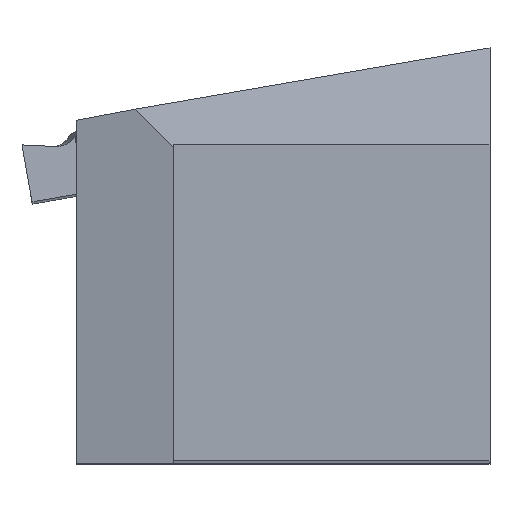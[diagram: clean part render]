
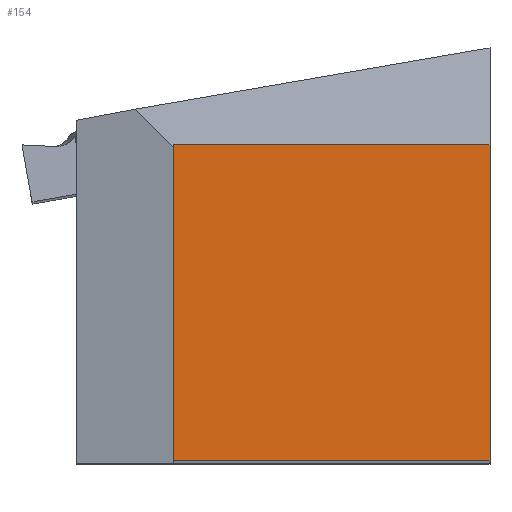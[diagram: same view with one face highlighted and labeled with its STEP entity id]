
A CAD part, top view. The second image highlights one B-rep face of the part: STEP entity #154.
In plain terms, the highlighted planar face has unit normal (0, 0, 1).
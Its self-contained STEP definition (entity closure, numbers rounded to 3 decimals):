
#154=ADVANCED_FACE('',(#239),#192,.T.);
#192=PLANE('',#974);
#239=FACE_OUTER_BOUND('',#290,.T.);
#290=EDGE_LOOP('',(#500,#501,#502,#503));
#500=ORIENTED_EDGE('',*,*,#703,.T.);
#501=ORIENTED_EDGE('',*,*,#704,.T.);
#502=ORIENTED_EDGE('',*,*,#705,.F.);
#503=ORIENTED_EDGE('',*,*,#706,.F.);
#593=VERTEX_POINT('',#1655);
#594=VERTEX_POINT('',#1656);
#595=VERTEX_POINT('',#1658);
#596=VERTEX_POINT('',#1660);
#703=EDGE_CURVE('',#593,#594,#789,.T.);
#704=EDGE_CURVE('',#594,#595,#790,.T.);
#705=EDGE_CURVE('',#596,#595,#791,.T.);
#706=EDGE_CURVE('',#593,#596,#792,.T.);
#789=LINE('',#1654,#875);
#790=LINE('',#1657,#876);
#791=LINE('',#1659,#877);
#792=LINE('',#1661,#878);
#875=VECTOR('',#1168,1.);
#876=VECTOR('',#1169,1.);
#877=VECTOR('',#1170,1.);
#878=VECTOR('',#1171,1.);
#974=AXIS2_PLACEMENT_3D('',#1662,#1172,#1173);
#1168=DIRECTION('',(0.,1.,0.));
#1169=DIRECTION('',(-1.,0.,0.));
#1170=DIRECTION('',(0.,1.,0.));
#1171=DIRECTION('',(-1.,0.,0.));
#1172=DIRECTION('',(0.,0.,1.));
#1173=DIRECTION('',(0.,-1.,0.));
#1654=CARTESIAN_POINT('',(12.45,-49.8,110.));
#1655=CARTESIAN_POINT('',(12.45,-24.9,110.));
#1656=CARTESIAN_POINT('',(12.45,0.,110.));
#1657=CARTESIAN_POINT('',(25.6,0.,110.));
#1658=CARTESIAN_POINT('',(-12.45,0.,110.));
#1659=CARTESIAN_POINT('',(-12.45,-49.8,110.));
#1660=CARTESIAN_POINT('',(-12.45,-24.9,110.));
#1661=CARTESIAN_POINT('',(25.6,-24.9,110.));
#1662=CARTESIAN_POINT('',(-12.45,-49.8,110.));
